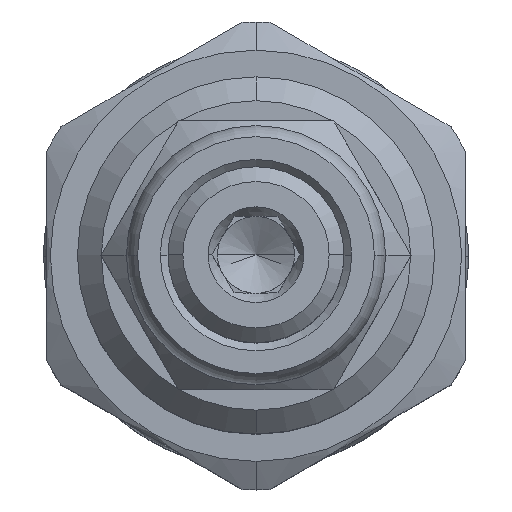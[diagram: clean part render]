
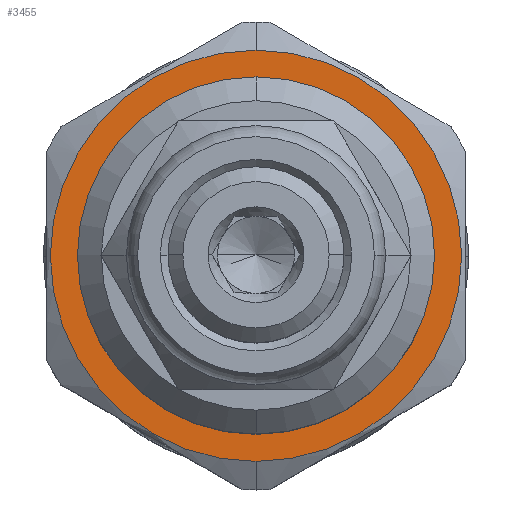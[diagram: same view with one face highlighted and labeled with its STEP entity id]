
A CAD part, top view. The second image highlights one B-rep face of the part: STEP entity #3455.
In plain terms, the highlighted planar face has unit normal (0, 0, 1).
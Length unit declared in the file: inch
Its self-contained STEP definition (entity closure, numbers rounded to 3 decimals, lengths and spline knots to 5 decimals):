
#208=CARTESIAN_POINT('',(0.,0.,2.562));
#209=DIRECTION('',(0.,0.,1.));
#210=DIRECTION('',(0.,-1.,0.));
#211=AXIS2_PLACEMENT_3D('',#208,#209,#210);
#213=CARTESIAN_POINT('',(0.,0.,2.562));
#214=DIRECTION('',(0.,0.,-1.));
#215=DIRECTION('',(0.,-1.,0.));
#216=AXIS2_PLACEMENT_3D('',#213,#214,#215);
#222=CARTESIAN_POINT('',(0.,0.,2.562));
#223=DIRECTION('',(0.,0.,-1.));
#224=DIRECTION('',(0.,-1.,0.));
#225=AXIS2_PLACEMENT_3D('',#222,#223,#224);
#419=CARTESIAN_POINT('',(0.,0.,2.562));
#420=DIRECTION('',(0.,0.,1.));
#421=DIRECTION('',(0.,-1.,0.));
#422=AXIS2_PLACEMENT_3D('',#419,#420,#421);
#2720=CARTESIAN_POINT('',(0.,-0.43,2.562));
#2722=VERTEX_POINT('',#2720);
#2728=CARTESIAN_POINT('',(0.,0.43,2.562));
#2730=VERTEX_POINT('',#2728);
#2736=CARTESIAN_POINT('',(0.,-0.3735,2.562));
#2737=CARTESIAN_POINT('',(0.,0.3735,2.562));
#2738=VERTEX_POINT('',#2736);
#2739=VERTEX_POINT('',#2737);
#3440=CARTESIAN_POINT('',(0.,0.,2.562));
#3441=DIRECTION('',(0.,0.,1.));
#3442=DIRECTION('',(0.,-1.,0.));
#3443=AXIS2_PLACEMENT_3D('',#3440,#3441,#3442);
#3444=PLANE('',#3443);
#3446=ORIENTED_EDGE('',*,*,#3445,.T.);
#3448=ORIENTED_EDGE('',*,*,#3447,.F.);
#3449=EDGE_LOOP('',(#3446,#3448));
#3450=FACE_OUTER_BOUND('',#3449,.F.);
#3451=ORIENTED_EDGE('',*,*,#3405,.T.);
#3452=ORIENTED_EDGE('',*,*,#3433,.F.);
#3453=EDGE_LOOP('',(#3451,#3452));
#3454=FACE_BOUND('',#3453,.F.);
#3455=ADVANCED_FACE('',(#3450,#3454),#3444,.T.);
#212=CIRCLE('',#211,0.3735);
#217=CIRCLE('',#216,0.3735);
#226=CIRCLE('',#225,0.43);
#423=CIRCLE('',#422,0.43);
#3405=EDGE_CURVE('',#2738,#2739,#212,.T.);
#3433=EDGE_CURVE('',#2738,#2739,#217,.T.);
#3445=EDGE_CURVE('',#2722,#2730,#226,.T.);
#3447=EDGE_CURVE('',#2722,#2730,#423,.T.);
